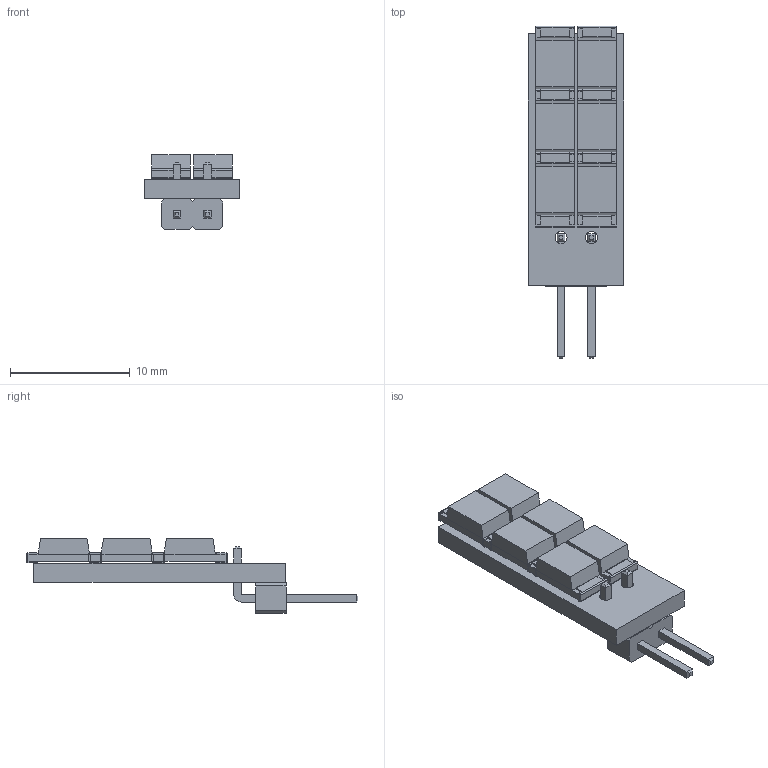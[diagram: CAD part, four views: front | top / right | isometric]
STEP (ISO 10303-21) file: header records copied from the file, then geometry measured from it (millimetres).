
FILE_DESCRIPTION(('KiCad electronic assembly'),'2;1');
FILE_NAME('cam_Leds.step','2024-07-30T16:24:35',('Pcbnew'),('Kicad'), 'Open CASCADE STEP processor 7.8','KiCad to STEP converter','Unknown' );
FILE_SCHEMA(('AUTOMOTIVE_DESIGN { 1 0 10303 214 1 1 1 1 }'));
Length unit declared in the file: millimetre
Products named in the file (6): cam_Leds 1; LED_2512_6332Metric; PinHeader_1x02_P2.54mm_Horizontal; PinHeader_1x02_P254mm_Horizontal; cam_Leds_PCB
Assembly tree (10 placements, depth 3):
  cam_Leds 1
    LED_2512_6332Metric  x6
      LED_2512_6332Metric
    PinHeader_1x02_P2.54mm_Horizontal
      PinHeader_1x02_P254mm_Horizontal
    cam_Leds_PCB
Bounding box: 8 x 27.69 x 6.24 mm (x, y, z)
Volume: 486.5 mm3; surface area: 1023.4 mm2
Topology: 8 solids, 8 shells, 390 faces, 1028 edges, 664 vertices
Faces by surface type: plane 314, cylinder 76
Full cylindrical faces by diameter (mm): 0.3 x24, 1 x2
Entity records: 5238 total; most frequent: CARTESIAN_POINT 748, DIRECTION 737, ORIENTED_EDGE 726, EDGE_CURVE 363, LINE 291, VECTOR 291, VERTEX_POINT 234, AXIS2_PLACEMENT_3D 223
